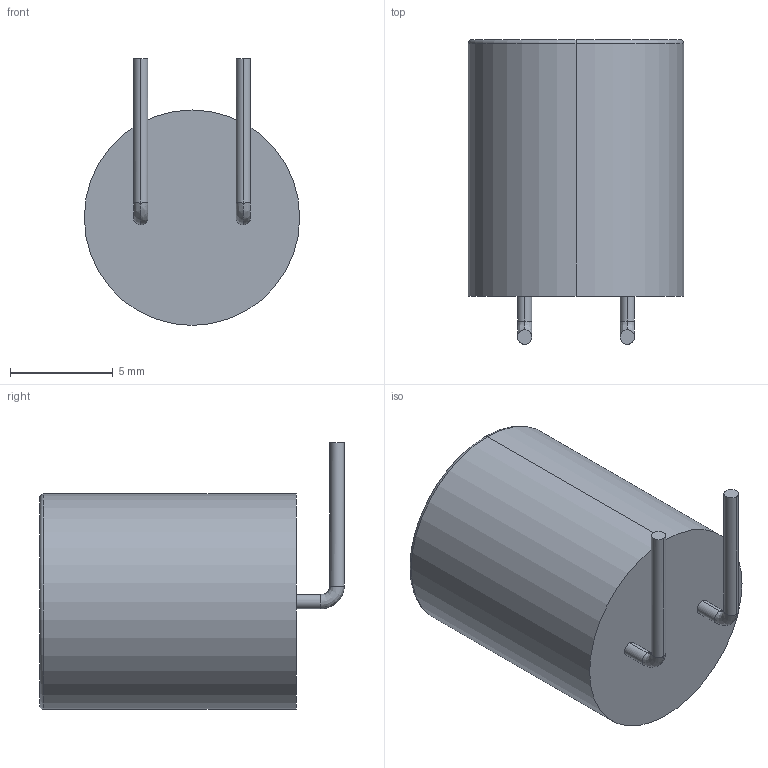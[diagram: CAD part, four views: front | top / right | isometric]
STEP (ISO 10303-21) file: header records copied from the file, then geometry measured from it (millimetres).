
FILE_DESCRIPTION (( 'STEP AP214' ), '1' );
FILE_NAME ('inductor.STEP', '2025-04-27T09:22:54', ( '' ), ( '' ), 'SwSTEP 2.0', 'SolidWorks 2020', '' );
FILE_SCHEMA (( 'AUTOMOTIVE_DESIGN' ));
Length unit declared in the file: millimetre
Products named in the file (1): inductor
Bounding box: 10.5 x 14.85 x 13 mm (x, y, z)
Volume: 1089.3 mm3; surface area: 624.1 mm2
Topology: 1 solids, 1 shells, 20 faces, 42 edges, 26 vertices
Faces by surface type: cylinder 10, bspline 4, plane 4, torus 2
Entity records: 1164 total; most frequent: CARTESIAN_POINT 501, ORIENTED_EDGE 84, DIRECTION 84, EDGE_CURVE 42, AXIS2_PLACEMENT_3D 37, VERTEX_POINT 26, UNCERTAINTY_MEASURE_WITH_UNIT 23, PRESENTATION_LAYER_ASSIGNMENT 22
